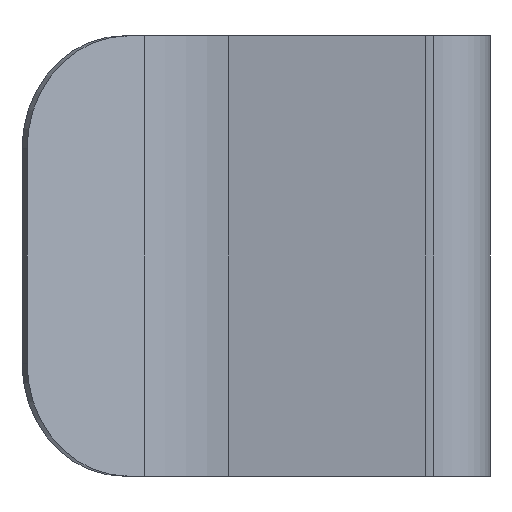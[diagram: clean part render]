
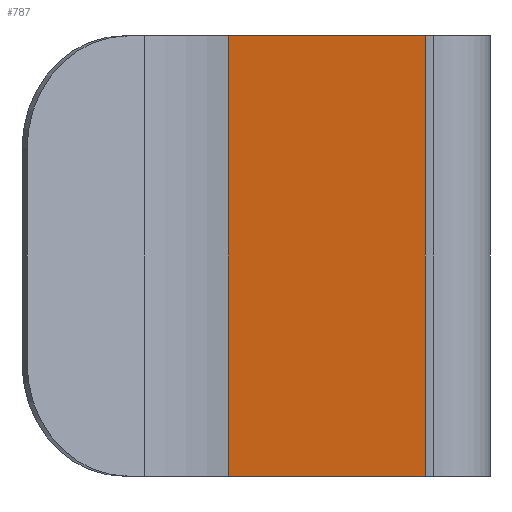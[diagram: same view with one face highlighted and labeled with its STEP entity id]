
A CAD part, left-side view. The second image highlights one B-rep face of the part: STEP entity #787.
In plain terms, the highlighted planar face has unit normal (-0.989, 0.145, 0).
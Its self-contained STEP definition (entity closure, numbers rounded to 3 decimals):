
#59 = LINE ( 'NONE', #902, #1244 ) ;
#75 = EDGE_CURVE ( 'NONE', #1311, #348, #1153, .T. ) ;
#85 = ORIENTED_EDGE ( 'NONE', *, *, #707, .F. ) ;
#106 = EDGE_LOOP ( 'NONE', ( #1353, #989, #85, #1071 ) ) ;
#283 = VERTEX_POINT ( 'NONE', #1364 ) ;
#284 = DIRECTION ( 'NONE',  ( 0.145, 0.989, 0. ) ) ;
#290 = DIRECTION ( 'NONE',  ( 0.989, -0.145, 0. ) ) ;
#297 = AXIS2_PLACEMENT_3D ( 'NONE', #674, #290, #284 ) ;
#331 = PLANE ( 'NONE',  #297 ) ;
#348 = VERTEX_POINT ( 'NONE', #736 ) ;
#396 = CARTESIAN_POINT ( 'NONE',  ( -8.239, 1.145, -3.9 ) ) ;
#501 = LINE ( 'NONE', #1004, #731 ) ;
#568 = DIRECTION ( 'NONE',  ( 0., 0., -1. ) ) ;
#585 = CARTESIAN_POINT ( 'NONE',  ( -7.727, 4.637, 3.9 ) ) ;
#590 = EDGE_CURVE ( 'NONE', #283, #768, #1194, .T. ) ;
#662 = EDGE_CURVE ( 'NONE', #348, #768, #501, .T. ) ;
#671 = CARTESIAN_POINT ( 'NONE',  ( -8.239, 1.145, 3.9 ) ) ;
#674 = CARTESIAN_POINT ( 'NONE',  ( -8.239, 1.145, 3.9 ) ) ;
#707 = EDGE_CURVE ( 'NONE', #1311, #283, #59, .T. ) ;
#713 = CARTESIAN_POINT ( 'NONE',  ( -7.727, 4.637, 3.9 ) ) ;
#731 = VECTOR ( 'NONE', #984, 1000. ) ;
#736 = CARTESIAN_POINT ( 'NONE',  ( -7.727, 4.637, -3.9 ) ) ;
#759 = DIRECTION ( 'NONE',  ( -0.145, -0.989, 0. ) ) ;
#768 = VERTEX_POINT ( 'NONE', #396 ) ;
#784 = DIRECTION ( 'NONE',  ( 0., 0., -1. ) ) ;
#787 = ADVANCED_FACE ( 'NONE', ( #1455 ), #331, .F. ) ;
#861 = VECTOR ( 'NONE', #568, 1000. ) ;
#902 = CARTESIAN_POINT ( 'NONE',  ( -8.239, 1.145, 3.9 ) ) ;
#984 = DIRECTION ( 'NONE',  ( -0.145, -0.989, 0. ) ) ;
#989 = ORIENTED_EDGE ( 'NONE', *, *, #590, .F. ) ;
#1004 = CARTESIAN_POINT ( 'NONE',  ( -8.239, 1.145, -3.9 ) ) ;
#1071 = ORIENTED_EDGE ( 'NONE', *, *, #75, .T. ) ;
#1153 = LINE ( 'NONE', #585, #861 ) ;
#1160 = VECTOR ( 'NONE', #784, 1000. ) ;
#1194 = LINE ( 'NONE', #671, #1160 ) ;
#1244 = VECTOR ( 'NONE', #759, 1000. ) ;
#1311 = VERTEX_POINT ( 'NONE', #713 ) ;
#1353 = ORIENTED_EDGE ( 'NONE', *, *, #662, .T. ) ;
#1364 = CARTESIAN_POINT ( 'NONE',  ( -8.239, 1.145, 3.9 ) ) ;
#1455 = FACE_OUTER_BOUND ( 'NONE', #106, .T. ) ;
